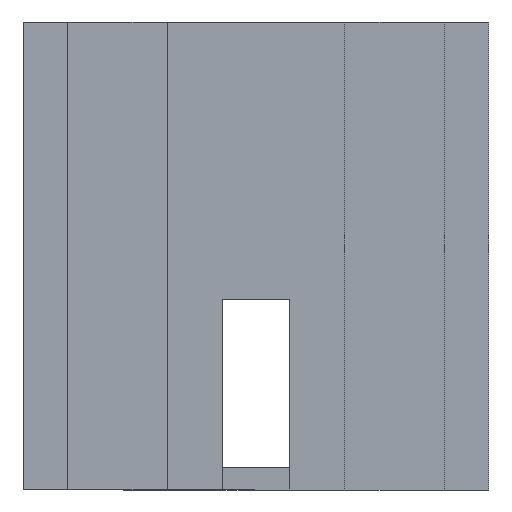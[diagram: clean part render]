
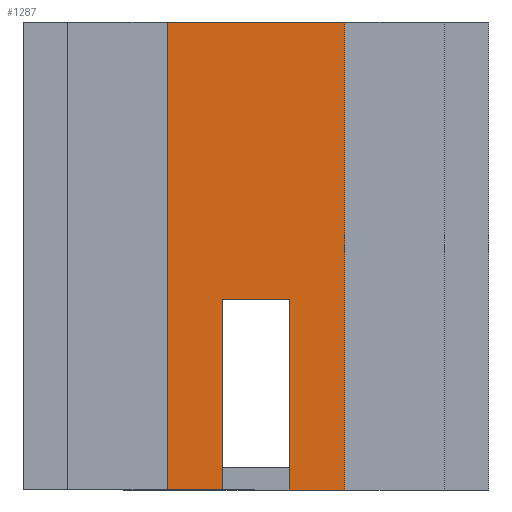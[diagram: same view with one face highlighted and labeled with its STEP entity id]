
A CAD part, left-side view. The second image highlights one B-rep face of the part: STEP entity #1287.
In plain terms, the highlighted planar face has unit normal (-1, 0, 0).
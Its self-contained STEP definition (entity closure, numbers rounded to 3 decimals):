
#380 = VERTEX_POINT('',#381);
#381 = CARTESIAN_POINT('',(0.,14.5,0.));
#387 = EDGE_CURVE('',#380,#388,#390,.T.);
#388 = VERTEX_POINT('',#389);
#389 = CARTESIAN_POINT('',(0.,14.5,21.1));
#390 = LINE('',#391,#392);
#391 = CARTESIAN_POINT('',(0.,14.5,0.));
#392 = VECTOR('',#393,1.);
#393 = DIRECTION('',(0.,0.,1.));
#516 = VERTEX_POINT('',#517);
#517 = CARTESIAN_POINT('',(0.,12.,8.6));
#523 = EDGE_CURVE('',#524,#516,#526,.T.);
#524 = VERTEX_POINT('',#525);
#525 = CARTESIAN_POINT('',(0.,12.,0.));
#526 = LINE('',#527,#528);
#527 = CARTESIAN_POINT('',(0.,12.,0.));
#528 = VECTOR('',#529,1.);
#529 = DIRECTION('',(0.,0.,1.));
#1287 = ADVANCED_FACE('',(#1288),#1336,.T.);
#1288 = FACE_BOUND('',#1289,.T.);
#1289 = EDGE_LOOP('',(#1290,#1298,#1306,#1314,#1322,#1328,#1329,#1335));
#1290 = ORIENTED_EDGE('',*,*,#1291,.T.);
#1291 = EDGE_CURVE('',#516,#1292,#1294,.T.);
#1292 = VERTEX_POINT('',#1293);
#1293 = CARTESIAN_POINT('',(0.,9.,8.6));
#1294 = LINE('',#1295,#1296);
#1295 = CARTESIAN_POINT('',(0.,12.5,8.6));
#1296 = VECTOR('',#1297,1.);
#1297 = DIRECTION('',(0.,-1.,0.));
#1298 = ORIENTED_EDGE('',*,*,#1299,.T.);
#1299 = EDGE_CURVE('',#1292,#1300,#1302,.T.);
#1300 = VERTEX_POINT('',#1301);
#1301 = CARTESIAN_POINT('',(0.,9.,0.));
#1302 = LINE('',#1303,#1304);
#1303 = CARTESIAN_POINT('',(0.,9.,0.));
#1304 = VECTOR('',#1305,1.);
#1305 = DIRECTION('',(0.,0.,-1.));
#1306 = ORIENTED_EDGE('',*,*,#1307,.T.);
#1307 = EDGE_CURVE('',#1300,#1308,#1310,.T.);
#1308 = VERTEX_POINT('',#1309);
#1309 = CARTESIAN_POINT('',(0.,6.5,0.));
#1310 = LINE('',#1311,#1312);
#1311 = CARTESIAN_POINT('',(0.,40.,0.));
#1312 = VECTOR('',#1313,1.);
#1313 = DIRECTION('',(0.,-1.,0.));
#1314 = ORIENTED_EDGE('',*,*,#1315,.T.);
#1315 = EDGE_CURVE('',#1308,#1316,#1318,.T.);
#1316 = VERTEX_POINT('',#1317);
#1317 = CARTESIAN_POINT('',(0.,6.5,21.1));
#1318 = LINE('',#1319,#1320);
#1319 = CARTESIAN_POINT('',(0.,6.5,0.));
#1320 = VECTOR('',#1321,1.);
#1321 = DIRECTION('',(0.,0.,1.));
#1322 = ORIENTED_EDGE('',*,*,#1323,.F.);
#1323 = EDGE_CURVE('',#388,#1316,#1324,.T.);
#1324 = LINE('',#1325,#1326);
#1325 = CARTESIAN_POINT('',(0.,21.,21.1));
#1326 = VECTOR('',#1327,1.);
#1327 = DIRECTION('',(0.,-1.,0.));
#1328 = ORIENTED_EDGE('',*,*,#387,.F.);
#1329 = ORIENTED_EDGE('',*,*,#1330,.T.);
#1330 = EDGE_CURVE('',#380,#524,#1331,.T.);
#1331 = LINE('',#1332,#1333);
#1332 = CARTESIAN_POINT('',(0.,21.,0.));
#1333 = VECTOR('',#1334,1.);
#1334 = DIRECTION('',(0.,-1.,0.));
#1335 = ORIENTED_EDGE('',*,*,#523,.T.);
#1336 = PLANE('',#1337);
#1337 = AXIS2_PLACEMENT_3D('',#1338,#1339,#1340);
#1338 = CARTESIAN_POINT('',(0.,14.5,0.));
#1339 = DIRECTION('',(-1.,0.,0.));
#1340 = DIRECTION('',(0.,-1.,0.));
